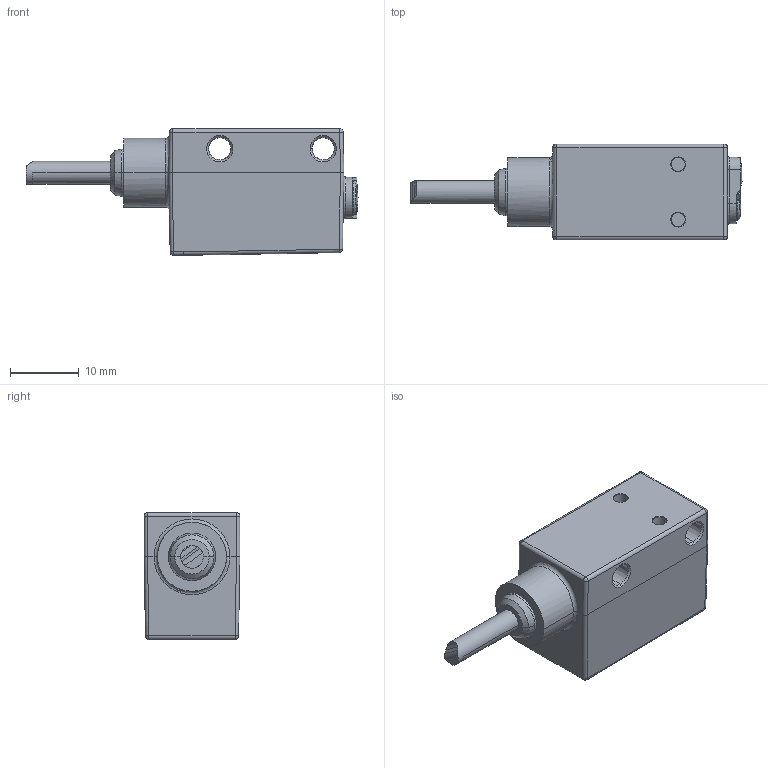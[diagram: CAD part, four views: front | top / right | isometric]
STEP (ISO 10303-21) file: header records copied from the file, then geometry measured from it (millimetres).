
FILE_DESCRIPTION((''),'2;1');
FILE_NAME('DB_CAD7030','2021-12-16T09:34:34',('tiniedziel'),(''),'CREO PARAMETRIC BY PTC INC, 2019292','CREO PARAMETRIC BY PTC INC, 2019292','');
FILE_SCHEMA(('CONFIG_CONTROL_DESIGN','SHAPE_APPEARANCE_LAYERS_GROUPS'));
Length unit declared in the file: millimetre
Products named in the file (1): DB_CAD7030
Bounding box: 48.15 x 13.9 x 18.37 mm (x, y, z)
Volume: 6800.5 mm3; surface area: 3043.8 mm2
Topology: 1 solids, 7 shells, 329 faces, 839 edges, 526 vertices
Faces by surface type: plane 146, cylinder 83, cone 47, bspline 21, sphere 17, torus 13, extrusion 2
Entity records: 15517 total; most frequent: CARTESIAN_POINT 4175, ORIENTED_EDGE 1616, DIRECTION 1445, EDGE_CURVE 808, FILL_AREA_STYLE_COLOUR 605, FILL_AREA_STYLE 605, SURFACE_STYLE_FILL_AREA 605, SURFACE_SIDE_STYLE 605
